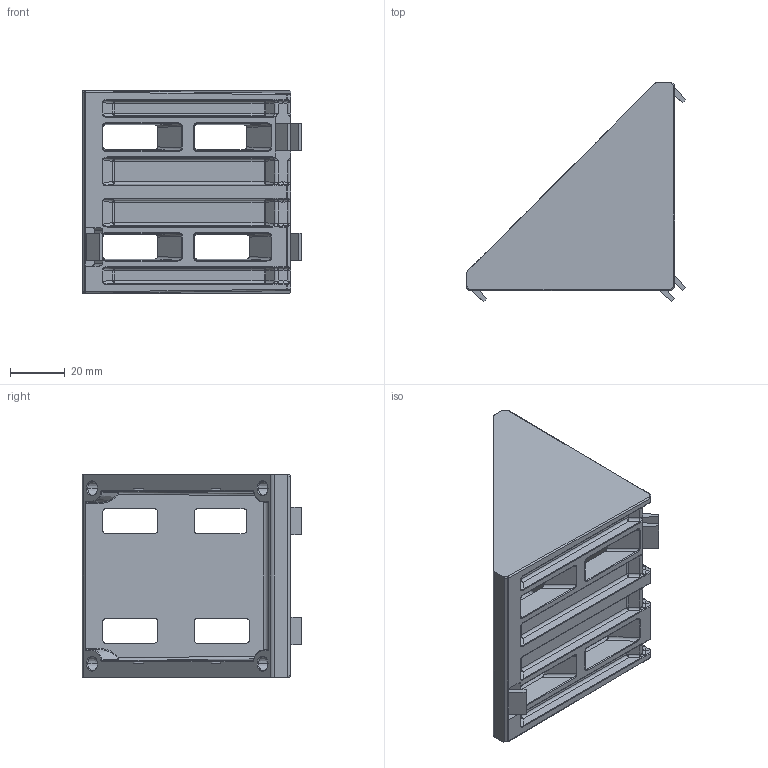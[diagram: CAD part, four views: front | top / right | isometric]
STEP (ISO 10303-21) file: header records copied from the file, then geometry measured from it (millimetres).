
FILE_DESCRIPTION (( 'STEP AP214' ), '1' );
FILE_NAME ('6261330', '2019-01-28T17:11:10', ( '' ), ('JUGARD+KÜNSTNER GmbH'), 'SwSTEP 2.0', 'SolidWorks 2017', '' );
FILE_SCHEMA (( 'AUTOMOTIVE_DESIGN' ));
Length unit declared in the file: millimetre
Products named in the file (1): 6261330
Bounding box: 79.98 x 79.98 x 74 mm (x, y, z)
Volume: 80945.3 mm3; surface area: 37484 mm2
Topology: 1 solids, 1 shells, 687 faces, 1657 edges, 952 vertices
Faces by surface type: cylinder 263, bspline 244, plane 152, cone 28
Entity records: 26968 total; most frequent: CARTESIAN_POINT 12973, ORIENTED_EDGE 3264, DIRECTION 2415, EDGE_CURVE 1632, VERTEX_POINT 952, AXIS2_PLACEMENT_3D 865, EDGE_LOOP 708, FACE_OUTER_BOUND 687
